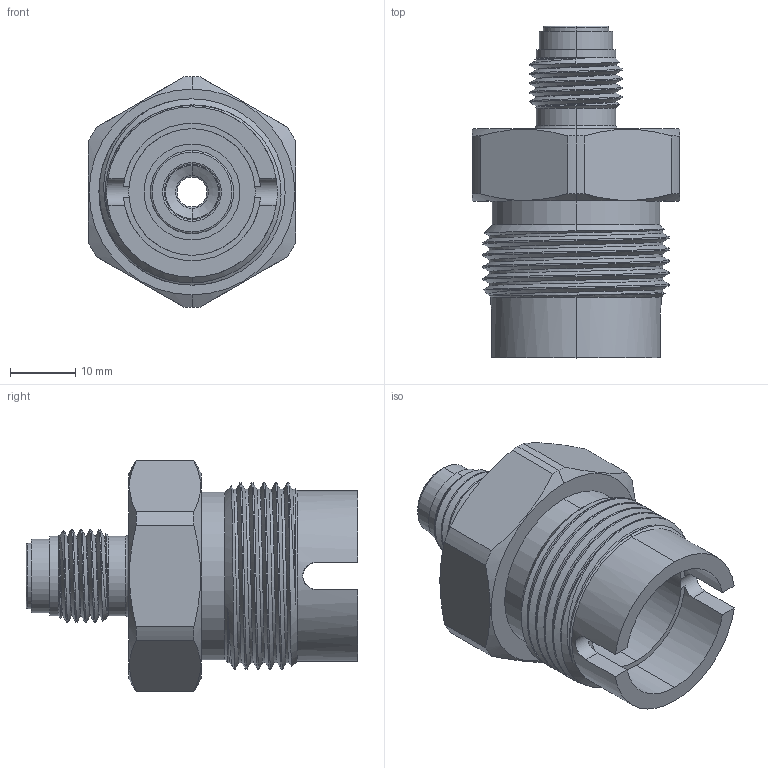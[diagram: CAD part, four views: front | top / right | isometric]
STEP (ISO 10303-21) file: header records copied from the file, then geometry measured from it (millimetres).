
FILE_DESCRIPTION (( 'STEP AP203' ), '1' );
FILE_NAME ('AD-72SS-4MFS.step', '2025-12-01T13:22:41', ( '' ), ( '' ), 'SwSTEP 2.0', 'SolidWorks 2018', '' );
FILE_SCHEMA (( 'CONFIG_CONTROL_DESIGN' ));
Length unit declared in the file: inch
Products named in the file (1): AD-72SS-4MFS
Bounding box: 31.75 x 50.8 x 35.31 mm (x, y, z)
Volume: 18706.4 mm3; surface area: 7782.4 mm2
Topology: 1 solids, 1 shells, 232 faces, 596 edges, 387 vertices
Faces by surface type: plane 82, bspline 62, cylinder 58, cone 20, torus 10
Entity records: 14540 total; most frequent: CARTESIAN_POINT 9343, ORIENTED_EDGE 1192, DIRECTION 849, EDGE_CURVE 596, VERTEX_POINT 387, LINE 289, VECTOR 289, AXIS2_PLACEMENT_3D 280
